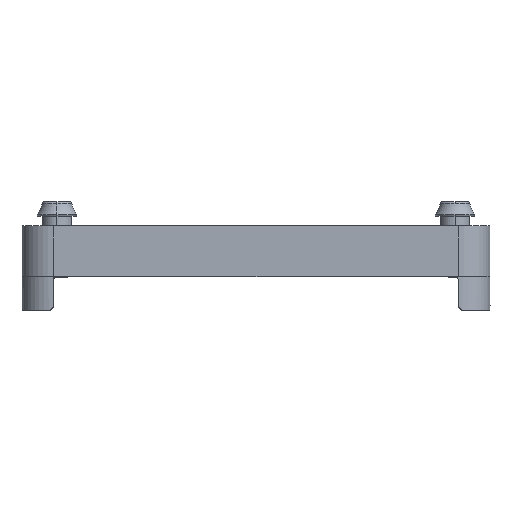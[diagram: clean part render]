
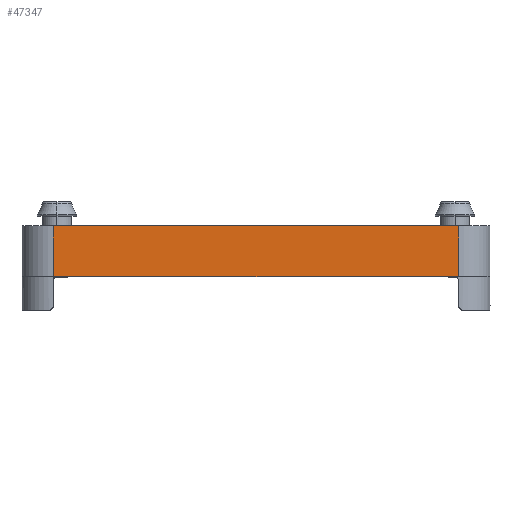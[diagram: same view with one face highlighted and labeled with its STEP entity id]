
A CAD part, left-side view. The second image highlights one B-rep face of the part: STEP entity #47347.
In plain terms, the highlighted planar face has unit normal (-1, 0, 0).
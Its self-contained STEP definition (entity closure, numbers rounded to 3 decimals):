
#1242=CARTESIAN_POINT('',(-48.5,41.964,-2.0));
#1243=VERTEX_POINT('',#1242);
#5757=CARTESIAN_POINT('',(-48.5,-41.964,-2.0));
#5758=VERTEX_POINT('',#5757);
#5766=CARTESIAN_POINT('',(-48.5,-41.964,-2.0));
#5767=DIRECTION('',(0.0,1.0,0.0));
#5768=VECTOR('',#5767,83.928);
#5769=LINE('',#5766,#5768);
#5770=EDGE_CURVE('',#5758,#1243,#5769,.T.);
#45434=CARTESIAN_POINT('',(-48.5,-42.,-2.0));
#45435=VERTEX_POINT('',#45434);
#45443=CARTESIAN_POINT('',(-48.5,-42.,-2.0));
#45444=DIRECTION('',(0.,1.0,0.0));
#45445=VECTOR('',#45444,0.036);
#45446=LINE('',#45443,#45445);
#45447=EDGE_CURVE('',#45435,#5758,#45446,.T.);
#45708=CARTESIAN_POINT('',(-48.5,42.,-2.0));
#45709=VERTEX_POINT('',#45708);
#45727=CARTESIAN_POINT('',(-48.5,41.964,-2.0));
#45728=DIRECTION('',(0.0,1.0,0.0));
#45729=VECTOR('',#45728,0.036);
#45730=LINE('',#45727,#45729);
#45731=EDGE_CURVE('',#1243,#45709,#45730,.T.);
#47315=CARTESIAN_POINT('',(-48.5,-42.,-2.0));
#47316=DIRECTION('',(-1.0,0.0,0.0));
#47317=DIRECTION('',(0.0,0.0,1.0));
#47318=AXIS2_PLACEMENT_3D('',#47315,#47316,#47317);
#47319=PLANE('',#47318);
#47320=CARTESIAN_POINT('',(-48.5,-42.,8.5));
#47321=VERTEX_POINT('',#47320);
#47322=CARTESIAN_POINT('',(-48.5,-42.,-2.0));
#47323=DIRECTION('',(0.0,0.0,1.0));
#47324=VECTOR('',#47323,10.5);
#47325=LINE('',#47322,#47324);
#47326=EDGE_CURVE('',#45435,#47321,#47325,.T.);
#47327=ORIENTED_EDGE('',*,*,#47326,.T.);
#47328=CARTESIAN_POINT('',(-48.5,42.,8.5));
#47329=VERTEX_POINT('',#47328);
#47330=CARTESIAN_POINT('',(-48.5,-42.,8.5));
#47331=DIRECTION('',(0.0,1.0,0.0));
#47332=VECTOR('',#47331,84.0);
#47333=LINE('',#47330,#47332);
#47334=EDGE_CURVE('',#47321,#47329,#47333,.T.);
#47335=ORIENTED_EDGE('',*,*,#47334,.T.);
#47336=CARTESIAN_POINT('',(-48.5,42.,-2.0));
#47337=DIRECTION('',(0.0,0.0,1.0));
#47338=VECTOR('',#47337,10.5);
#47339=LINE('',#47336,#47338);
#47340=EDGE_CURVE('',#45709,#47329,#47339,.T.);
#47341=ORIENTED_EDGE('',*,*,#47340,.F.);
#47342=ORIENTED_EDGE('',*,*,#45731,.F.);
#47343=ORIENTED_EDGE('',*,*,#5770,.F.);
#47344=ORIENTED_EDGE('',*,*,#45447,.F.);
#47345=EDGE_LOOP('',(#47327,#47335,#47341,#47342,#47343,#47344));
#47346=FACE_OUTER_BOUND('',#47345,.T.);
#47347=ADVANCED_FACE('',(#47346),#47319,.T.);
